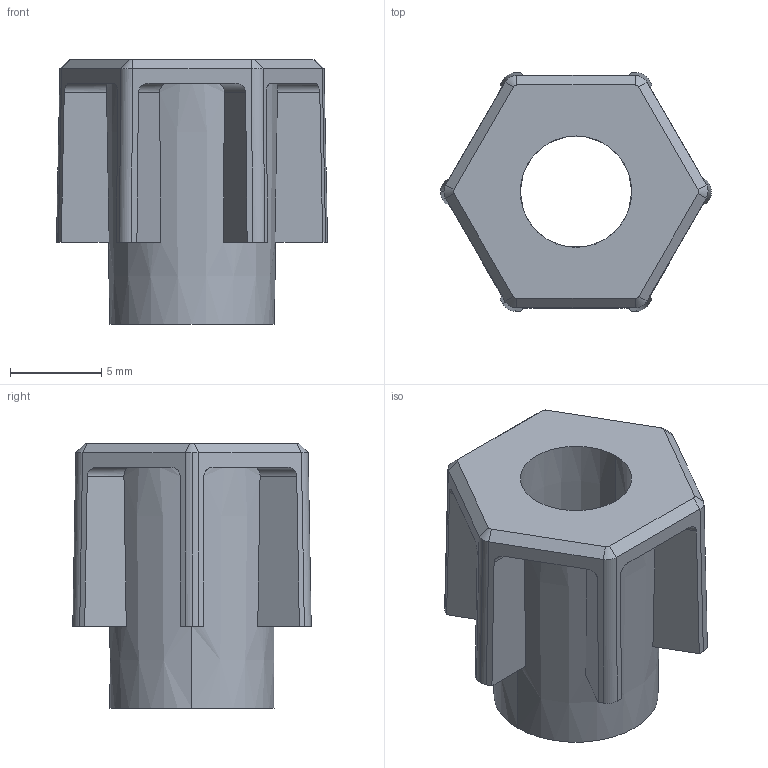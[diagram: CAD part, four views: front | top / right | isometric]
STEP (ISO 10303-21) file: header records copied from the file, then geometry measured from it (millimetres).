
FILE_DESCRIPTION (( 'STEP AP203' ), '1' );
FILE_NAME ('Andymark KOP Gearbox adaptor.STEP', '2018-11-29T03:04:15', ( '' ), ( '' ), 'SwSTEP 2.0', 'SolidWorks 2018', '' );
FILE_SCHEMA (( 'CONFIG_CONTROL_DESIGN' ));
Length unit declared in the file: millimetre
Products named in the file (1): Andymark KOP Gearbox adaptor
Bounding box: 14.83 x 13.05 x 14.5 mm (x, y, z)
Volume: 793.9 mm3; surface area: 1176.8 mm2
Topology: 1 solids, 1 shells, 69 faces, 187 edges, 120 vertices
Faces by surface type: plane 38, cylinder 19, cone 6, bspline 6
Entity records: 2382 total; most frequent: CARTESIAN_POINT 720, ORIENTED_EDGE 374, DIRECTION 269, EDGE_CURVE 187, VERTEX_POINT 120, LINE 97, VECTOR 97, AXIS2_PLACEMENT_3D 86
